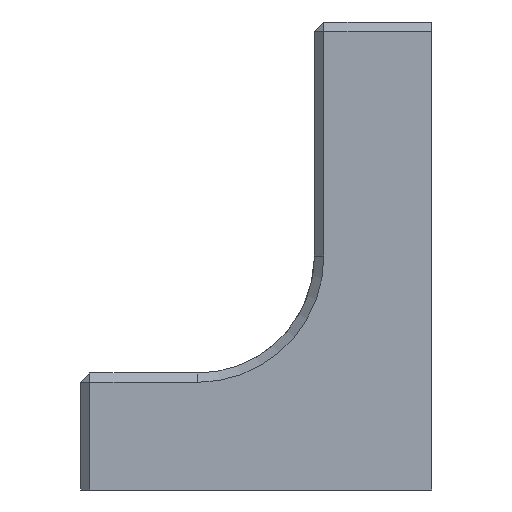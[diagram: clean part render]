
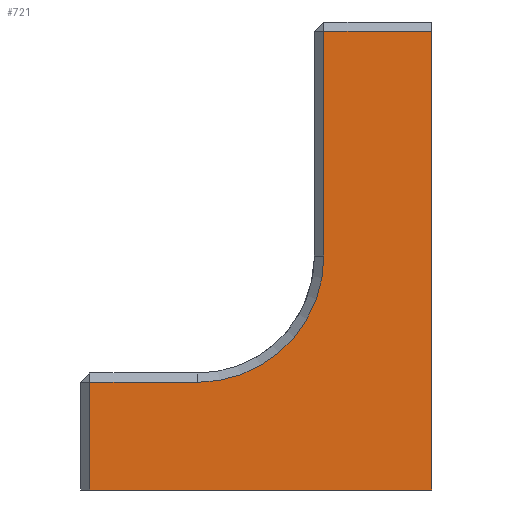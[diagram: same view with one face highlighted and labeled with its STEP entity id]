
A CAD part, front view. The second image highlights one B-rep face of the part: STEP entity #721.
In plain terms, the highlighted planar face has unit normal (0, -1, 0).
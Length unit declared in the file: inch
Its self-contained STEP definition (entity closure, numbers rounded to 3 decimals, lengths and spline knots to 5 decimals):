
#43=CIRCLE('',#787,0.54);
#62=FACE_OUTER_BOUND('',#110,.T.);
#110=EDGE_LOOP('',(#500,#501,#502,#503,#504,#505,#506));
#170=LINE('',#1086,#249);
#177=LINE('',#1105,#256);
#178=LINE('',#1106,#257);
#179=LINE('',#1108,#258);
#180=LINE('',#1110,#259);
#181=LINE('',#1112,#260);
#249=VECTOR('',#866,1.46);
#256=VECTOR('',#879,0.46);
#257=VECTOR('',#880,0.46);
#258=VECTOR('',#881,1.96);
#259=VECTOR('',#882,0.46);
#260=VECTOR('',#883,0.96);
#330=VERTEX_POINT('',#1084);
#331=VERTEX_POINT('',#1085);
#339=VERTEX_POINT('',#1103);
#340=VERTEX_POINT('',#1104);
#341=VERTEX_POINT('',#1107);
#342=VERTEX_POINT('',#1109);
#343=VERTEX_POINT('',#1111);
#389=EDGE_CURVE('',#330,#331,#170,.T.);
#398=EDGE_CURVE('',#339,#340,#177,.T.);
#399=EDGE_CURVE('',#340,#330,#178,.T.);
#400=EDGE_CURVE('',#341,#331,#179,.T.);
#401=EDGE_CURVE('',#341,#342,#180,.T.);
#402=EDGE_CURVE('',#342,#343,#181,.T.);
#403=EDGE_CURVE('',#343,#339,#43,.T.);
#500=ORIENTED_EDGE('',*,*,#398,.T.);
#501=ORIENTED_EDGE('',*,*,#399,.T.);
#502=ORIENTED_EDGE('',*,*,#389,.T.);
#503=ORIENTED_EDGE('',*,*,#400,.F.);
#504=ORIENTED_EDGE('',*,*,#401,.T.);
#505=ORIENTED_EDGE('',*,*,#402,.T.);
#506=ORIENTED_EDGE('',*,*,#403,.T.);
#687=PLANE('',#786);
#721=ADVANCED_FACE('',(#62),#687,.F.);
#786=AXIS2_PLACEMENT_3D('',#1102,#877,#878);
#787=AXIS2_PLACEMENT_3D('',#1113,#884,#885);
#866=DIRECTION('',(1.,0.,0.));
#877=DIRECTION('center_axis',(0.,1.,0.));
#878=DIRECTION('ref_axis',(0.,0.,1.));
#879=DIRECTION('',(-1.,0.,0.));
#880=DIRECTION('',(0.,0.,-1.));
#881=DIRECTION('',(0.,0.,-1.));
#882=DIRECTION('',(-1.,0.,0.));
#883=DIRECTION('',(0.,0.,-1.));
#884=DIRECTION('center_axis',(0.,1.,0.));
#885=DIRECTION('ref_axis',(0.,0.,1.));
#1084=CARTESIAN_POINT('',(0.54,-1.5,0.));
#1085=CARTESIAN_POINT('',(2.,-1.5,0.));
#1086=CARTESIAN_POINT('',(0.54,-1.5,0.));
#1102=CARTESIAN_POINT('Origin',(0.,-1.5,0.5));
#1103=CARTESIAN_POINT('',(1.,-1.5,0.46));
#1104=CARTESIAN_POINT('',(0.54,-1.5,0.46));
#1105=CARTESIAN_POINT('',(1.,-1.5,0.46));
#1106=CARTESIAN_POINT('',(0.54,-1.5,0.46));
#1107=CARTESIAN_POINT('',(2.,-1.5,1.96));
#1108=CARTESIAN_POINT('',(2.,-1.5,1.96));
#1109=CARTESIAN_POINT('',(1.54,-1.5,1.96));
#1110=CARTESIAN_POINT('',(2.,-1.5,1.96));
#1111=CARTESIAN_POINT('',(1.54,-1.5,1.));
#1112=CARTESIAN_POINT('',(1.54,-1.5,1.96));
#1113=CARTESIAN_POINT('Origin',(1.,-1.5,1.));
